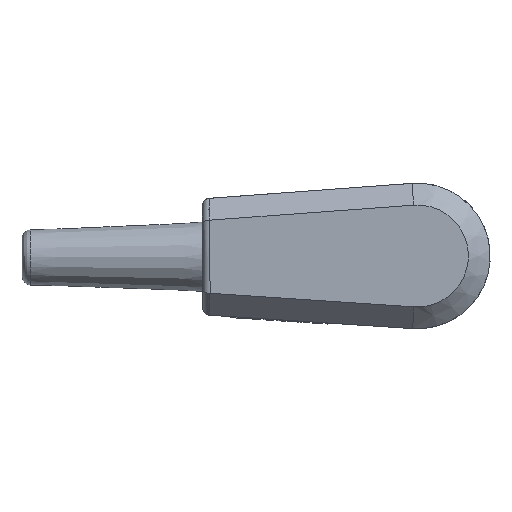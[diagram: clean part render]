
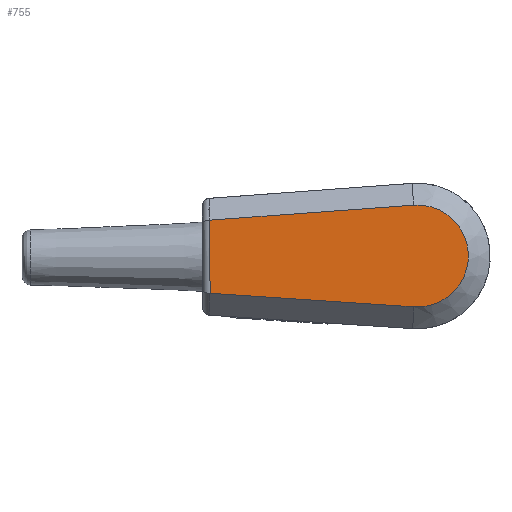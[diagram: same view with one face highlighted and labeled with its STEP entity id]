
A CAD part, left-side view. The second image highlights one B-rep face of the part: STEP entity #755.
In plain terms, the highlighted planar face has unit normal (-1, 0, 0).
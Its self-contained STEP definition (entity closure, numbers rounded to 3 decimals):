
#489=CIRCLE('',#5163,7.);
#755=ADVANCED_FACE('4-0-6',(#1215),#1005,.T.);
#1005=PLANE('',#5164);
#1215=FACE_OUTER_BOUND('',#1455,.T.);
#1455=EDGE_LOOP('',(#2369,#2370,#2371,#2372));
#2369=ORIENTED_EDGE('',*,*,#3848,.T.);
#2370=ORIENTED_EDGE('',*,*,#3849,.T.);
#2371=ORIENTED_EDGE('',*,*,#3850,.T.);
#2372=ORIENTED_EDGE('',*,*,#3851,.T.);
#3272=VERTEX_POINT('',#7750);
#3273=VERTEX_POINT('',#7751);
#3274=VERTEX_POINT('',#7753);
#3275=VERTEX_POINT('',#7755);
#3848=EDGE_CURVE('',#3272,#3273,#4401,.T.);
#3849=EDGE_CURVE('',#3273,#3274,#4402,.T.);
#3850=EDGE_CURVE('',#3274,#3275,#489,.T.);
#3851=EDGE_CURVE('',#3275,#3272,#4403,.T.);
#4401=LINE('',#7749,#4845);
#4402=LINE('',#7752,#4846);
#4403=LINE('',#7756,#4847);
#4845=VECTOR('',#6159,1.);
#4846=VECTOR('',#6160,1.);
#4847=VECTOR('',#6163,1.);
#5163=AXIS2_PLACEMENT_3D('',#7754,#6161,#6162);
#5164=AXIS2_PLACEMENT_3D('',#7757,#6164,#6165);
#6159=DIRECTION('',(0.,-0.004,-1.));
#6160=DIRECTION('',(0.,-0.998,-0.066));
#6161=DIRECTION('',(-1.,0.,0.));
#6162=DIRECTION('',(0.,0.066,-0.998));
#6163=DIRECTION('',(0.,0.997,-0.073));
#6164=DIRECTION('',(-1.,0.,0.));
#6165=DIRECTION('',(0.,-0.004,-1.));
#7749=CARTESIAN_POINT('',(0.,28.518,4.918));
#7750=CARTESIAN_POINT('',(0.,28.518,4.918));
#7751=CARTESIAN_POINT('',(0.,28.481,-5.13));
#7752=CARTESIAN_POINT('',(0.,28.481,-5.13));
#7753=CARTESIAN_POINT('',(0.,0.462,-6.985));
#7754=CARTESIAN_POINT('',(0.,0.,0.));
#7755=CARTESIAN_POINT('',(0.,0.514,6.981));
#7756=CARTESIAN_POINT('',(0.,0.514,6.981));
#7757=CARTESIAN_POINT('',(0.,31.504,7.736));
